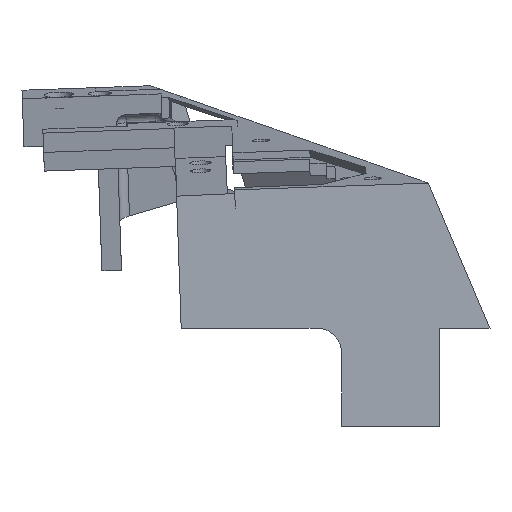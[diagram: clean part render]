
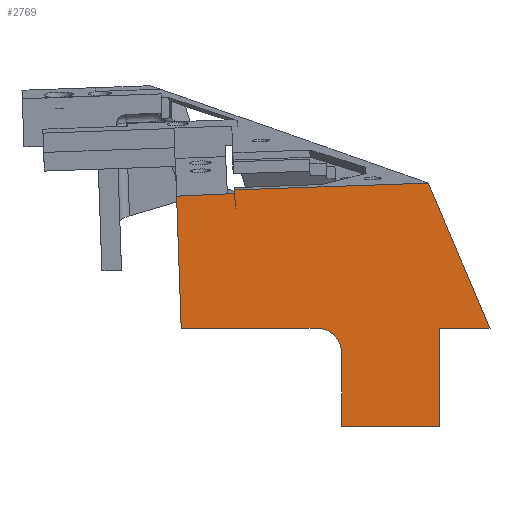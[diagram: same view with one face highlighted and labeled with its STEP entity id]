
A CAD part, left-side view. The second image highlights one B-rep face of the part: STEP entity #2769.
In plain terms, the highlighted planar face has unit normal (-1, 0, 0).
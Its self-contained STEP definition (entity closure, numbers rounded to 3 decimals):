
#159=CIRCLE('',#2955,6.35);
#275=FACE_OUTER_BOUND('',#428,.T.);
#428=EDGE_LOOP('',(#2258,#2259,#2260,#2261,#2262,#2263,#2264,#2265,#2266,
#2267,#2268));
#504=LINE('',#3865,#808);
#539=LINE('',#3952,#843);
#641=LINE('',#4230,#945);
#677=LINE('',#4356,#981);
#681=LINE('',#4364,#985);
#682=LINE('',#4366,#986);
#722=LINE('',#4450,#1026);
#723=LINE('',#4452,#1027);
#724=LINE('',#4453,#1028);
#725=LINE('',#4454,#1029);
#808=VECTOR('',#3087,10.);
#843=VECTOR('',#3152,40.811);
#945=VECTOR('',#3362,10.);
#981=VECTOR('',#3480,19.05);
#985=VECTOR('',#3490,55.193);
#986=VECTOR('',#3493,10.);
#1026=VECTOR('',#3579,25.4);
#1027=VECTOR('',#3580,25.4);
#1028=VECTOR('',#3581,13.038);
#1029=VECTOR('',#3582,110.695);
#1108=VERTEX_POINT('',#3856);
#1112=VERTEX_POINT('',#3863);
#1148=VERTEX_POINT('',#3949);
#1149=VERTEX_POINT('',#3951);
#1249=VERTEX_POINT('',#4227);
#1250=VERTEX_POINT('',#4229);
#1282=VERTEX_POINT('',#4354);
#1283=VERTEX_POINT('',#4355);
#1284=VERTEX_POINT('',#4360);
#1305=VERTEX_POINT('',#4449);
#1306=VERTEX_POINT('',#4451);
#1377=EDGE_CURVE('',#1112,#1108,#504,.T.);
#1419=EDGE_CURVE('',#1149,#1148,#539,.T.);
#1549=EDGE_CURVE('',#1250,#1249,#641,.T.);
#1606=EDGE_CURVE('',#1282,#1283,#677,.T.);
#1609=EDGE_CURVE('',#1284,#1282,#159,.T.);
#1611=EDGE_CURVE('',#1284,#1112,#681,.T.);
#1612=EDGE_CURVE('',#1249,#1108,#682,.T.);
#1655=EDGE_CURVE('',#1305,#1283,#722,.T.);
#1656=EDGE_CURVE('',#1305,#1306,#723,.T.);
#1657=EDGE_CURVE('',#1149,#1306,#724,.T.);
#1658=EDGE_CURVE('',#1250,#1148,#725,.T.);
#2258=ORIENTED_EDGE('',*,*,#1612,.T.);
#2259=ORIENTED_EDGE('',*,*,#1377,.F.);
#2260=ORIENTED_EDGE('',*,*,#1611,.F.);
#2261=ORIENTED_EDGE('',*,*,#1609,.T.);
#2262=ORIENTED_EDGE('',*,*,#1606,.T.);
#2263=ORIENTED_EDGE('',*,*,#1655,.F.);
#2264=ORIENTED_EDGE('',*,*,#1656,.T.);
#2265=ORIENTED_EDGE('',*,*,#1657,.F.);
#2266=ORIENTED_EDGE('',*,*,#1419,.T.);
#2267=ORIENTED_EDGE('',*,*,#1658,.F.);
#2268=ORIENTED_EDGE('',*,*,#1549,.T.);
#2653=PLANE('',#2980);
#2769=ADVANCED_FACE('',(#275),#2653,.F.);
#2955=AXIS2_PLACEMENT_3D('',#4361,#3485,#3486);
#2980=AXIS2_PLACEMENT_3D('',#4448,#3577,#3578);
#3087=DIRECTION('',(0.,0.035,0.999));
#3152=DIRECTION('',(0.,0.391,0.921));
#3362=DIRECTION('',(0.,-0.035,-0.999));
#3480=DIRECTION('',(0.,0.,-1.));
#3485=DIRECTION('center_axis',(1.,0.,0.));
#3486=DIRECTION('ref_axis',(0.,0.,-1.));
#3490=DIRECTION('',(0.,1.,0.));
#3493=DIRECTION('',(0.,0.999,-0.044));
#3577=DIRECTION('center_axis',(1.,0.,0.));
#3578=DIRECTION('ref_axis',(0.,0.,-1.));
#3579=DIRECTION('',(0.,1.,0.));
#3580=DIRECTION('',(0.,0.,1.));
#3581=DIRECTION('',(0.,1.,0.));
#3582=DIRECTION('',(0.,-0.999,0.035));
#3856=CARTESIAN_POINT('',(273.05,6023.155,3011.355));
#3863=CARTESIAN_POINT('',(273.05,6021.961,2977.162));
#3865=CARTESIAN_POINT('',(273.05,6020.491,2935.051));
#3949=CARTESIAN_POINT('',(273.05,5957.938,3014.729));
#3951=CARTESIAN_POINT('',(273.05,5941.992,2977.162));
#3952=CARTESIAN_POINT('',(273.05,5941.992,2977.162));
#4227=CARTESIAN_POINT('',(273.05,6008.085,3012.019));
#4229=CARTESIAN_POINT('',(273.05,6008.119,3012.976));
#4230=CARTESIAN_POINT('',(273.05,6006.038,2953.872));
#4354=CARTESIAN_POINT('',(273.05,5980.43,2970.812));
#4355=CARTESIAN_POINT('',(273.05,5980.43,2951.762));
#4356=CARTESIAN_POINT('',(273.05,5980.43,2970.812));
#4360=CARTESIAN_POINT('',(273.05,5986.78,2977.162));
#4361=CARTESIAN_POINT('Origin',(273.05,5986.78,2970.812));
#4364=CARTESIAN_POINT('',(273.05,5986.78,2977.162));
#4366=CARTESIAN_POINT('',(273.05,6176.103,3004.606));
#4448=CARTESIAN_POINT('Origin',(273.05,6323.297,2866.963));
#4449=CARTESIAN_POINT('',(273.05,5955.03,2951.762));
#4450=CARTESIAN_POINT('',(273.05,5955.03,2951.762));
#4451=CARTESIAN_POINT('',(273.05,5955.03,2977.162));
#4452=CARTESIAN_POINT('',(273.05,5955.03,2951.762));
#4453=CARTESIAN_POINT('',(273.05,5941.992,2977.162));
#4454=CARTESIAN_POINT('',(273.05,6068.566,3010.866));
